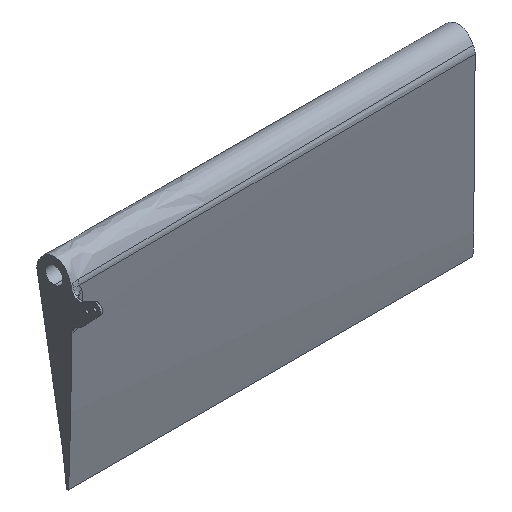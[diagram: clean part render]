
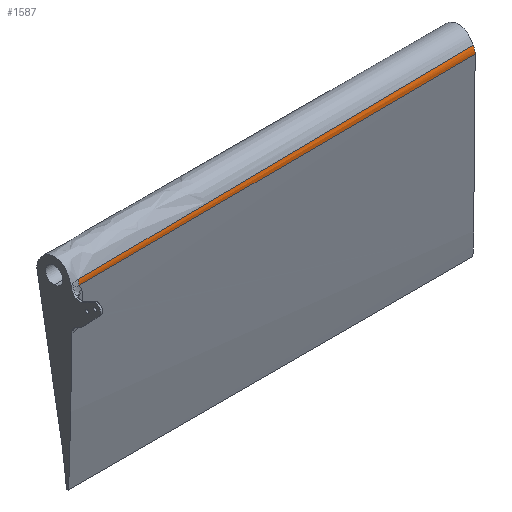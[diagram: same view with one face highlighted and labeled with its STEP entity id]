
A CAD part, isometric view. The second image highlights one B-rep face of the part: STEP entity #1587.
In plain terms, the highlighted free-form (B-spline) face has degree [3, 2] with [4, 3] control points.
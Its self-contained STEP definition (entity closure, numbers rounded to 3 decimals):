
#5 = CARTESIAN_POINT ( 'NONE',  ( 295.47, -2.36, 107.492 ) ) ;
#7 =( BOUNDED_SURFACE ( )  B_SPLINE_SURFACE ( 3, 2, ( 
 ( #5, #787, #1550 ),
 ( #774, #1131, #760 ),
 ( #2308, #1385, #803 ),
 ( #2510, #2333, #589 ) ),
 .UNSPECIFIED., .F., .F., .T. ) 
 B_SPLINE_SURFACE_WITH_KNOTS ( ( 4, 4 ),
 ( 3, 3 ),
 ( 0., 0.245 ),
 ( 0., 1. ),
 .UNSPECIFIED. ) 
 GEOMETRIC_REPRESENTATION_ITEM ( )  RATIONAL_B_SPLINE_SURFACE ( (
 ( 1., 0.983, 1.),
 ( 1., 0.978, 1.),
 ( 1., 0.972, 1.),
 ( 1., 0.964, 1.) ) ) 
 REPRESENTATION_ITEM ( '' )  SURFACE ( )  );
#104 = CARTESIAN_POINT ( 'NONE',  ( 539., -2.029, 109.541 ) ) ;
#139 = CIRCLE ( 'NONE', #1446, 8. ) ;
#294 = CARTESIAN_POINT ( 'NONE',  ( 539., -1.849, 110.613 ) ) ;
#395 = CARTESIAN_POINT ( 'NONE',  ( 539., -0.885, 112.927 ) ) ;
#503 = CARTESIAN_POINT ( 'NONE',  ( 539., -1.926, 110.256 ) ) ;
#557 = CARTESIAN_POINT ( 'NONE',  ( 539., -2.06, 108.817 ) ) ;
#589 = CARTESIAN_POINT ( 'NONE',  ( 540.461, -0.879, 112.942 ) ) ;
#652 = EDGE_CURVE ( 'NONE', #1103, #682, #139, .T. ) ;
#682 = VERTEX_POINT ( 'NONE', #732 ) ;
#732 = CARTESIAN_POINT ( 'NONE',  ( 295.453, -1.803, 110.394 ) ) ;
#758 = B_SPLINE_CURVE_WITH_KNOTS ( 'NONE', 3,
 ( #1115, #1688, #2083, #888 ),
 .UNSPECIFIED., .F., .F.,
 ( 4, 4 ),
 ( 0., 0.244 ),
 .UNSPECIFIED. ) ;
#759 = VERTEX_POINT ( 'NONE', #557 ) ;
#760 = CARTESIAN_POINT ( 'NONE',  ( 377.123, -1.541, 111.243 ) ) ;
#774 = CARTESIAN_POINT ( 'NONE',  ( 377.141, -2.258, 107.946 ) ) ;
#787 = CARTESIAN_POINT ( 'NONE',  ( 295.462, -2.354, 108.995 ) ) ;
#803 = CARTESIAN_POINT ( 'NONE',  ( 458.792, -1.244, 112.088 ) ) ;
#820 = B_SPLINE_CURVE_WITH_KNOTS ( 'NONE', 3,
 ( #2240, #1274, #1081, #294, #503, #104, #1460, #1828 ),
 .UNSPECIFIED., .F., .F.,
 ( 4, 2, 2, 4 ),
 ( 0., 0.002, 0.003, 0.004 ),
 .UNSPECIFIED. ) ;
#877 = VERTEX_POINT ( 'NONE', #1368 ) ;
#881 = DIRECTION ( 'NONE',  ( -0.005, 0., 1. ) ) ;
#888 = CARTESIAN_POINT ( 'NONE',  ( 295.47, -2.36, 107.492 ) ) ;
#890 = ORIENTED_EDGE ( 'NONE', *, *, #1233, .F. ) ;
#965 = FACE_OUTER_BOUND ( 'NONE', #1497, .T. ) ;
#1033 = EDGE_CURVE ( 'NONE', #759, #1103, #758, .T. ) ;
#1081 = CARTESIAN_POINT ( 'NONE',  ( 539., -1.551, 111.651 ) ) ;
#1103 = VERTEX_POINT ( 'NONE', #1699 ) ;
#1115 = CARTESIAN_POINT ( 'NONE',  ( 539., -2.06, 108.817 ) ) ;
#1131 = CARTESIAN_POINT ( 'NONE',  ( 377.544, -2.249, 109.673 ) ) ;
#1233 = EDGE_CURVE ( 'NONE', #682, #877, #1806, .T. ) ;
#1274 = CARTESIAN_POINT ( 'NONE',  ( 539., -1.264, 112.307 ) ) ;
#1368 = CARTESIAN_POINT ( 'NONE',  ( 539., -0.885, 112.927 ) ) ;
#1385 = CARTESIAN_POINT ( 'NONE',  ( 459.498, -2.144, 110.353 ) ) ;
#1446 = AXIS2_PLACEMENT_3D ( 'NONE', #1704, #2049, #881 ) ;
#1460 = CARTESIAN_POINT ( 'NONE',  ( 539., -2.057, 109.18 ) ) ;
#1497 = EDGE_LOOP ( 'NONE', ( #2337, #890, #2485, #1837 ) ) ;
#1550 = CARTESIAN_POINT ( 'NONE',  ( 295.453, -1.803, 110.394 ) ) ;
#1554 = CARTESIAN_POINT ( 'NONE',  ( 457.818, -1.247, 112.078 ) ) ;
#1587 = ADVANCED_FACE ( 'NONE', ( #965 ), #7, .T. ) ;
#1688 = CARTESIAN_POINT ( 'NONE',  ( 457.823, -2.159, 108.387 ) ) ;
#1699 = CARTESIAN_POINT ( 'NONE',  ( 295.47, -2.36, 107.492 ) ) ;
#1704 = CARTESIAN_POINT ( 'NONE',  ( 295.46, 5.64, 107.462 ) ) ;
#1803 = EDGE_CURVE ( 'NONE', #877, #759, #820, .T. ) ;
#1806 = B_SPLINE_CURVE_WITH_KNOTS ( 'NONE', 3,
 ( #2502, #2165, #1554, #395 ),
 .UNSPECIFIED., .F., .F.,
 ( 4, 4 ),
 ( 0., 0.244 ),
 .UNSPECIFIED. ) ;
#1828 = CARTESIAN_POINT ( 'NONE',  ( 539., -2.06, 108.817 ) ) ;
#1837 = ORIENTED_EDGE ( 'NONE', *, *, #1033, .F. ) ;
#2049 = DIRECTION ( 'NONE',  ( -1., -0.001, -0.005 ) ) ;
#2083 = CARTESIAN_POINT ( 'NONE',  ( 376.647, -2.259, 107.943 ) ) ;
#2165 = CARTESIAN_POINT ( 'NONE',  ( 376.636, -1.543, 111.238 ) ) ;
#2240 = CARTESIAN_POINT ( 'NONE',  ( 539., -0.885, 112.927 ) ) ;
#2308 = CARTESIAN_POINT ( 'NONE',  ( 458.813, -2.157, 108.393 ) ) ;
#2333 = CARTESIAN_POINT ( 'NONE',  ( 540.472, -2.04, 111.047 ) ) ;
#2337 = ORIENTED_EDGE ( 'NONE', *, *, #1803, .F. ) ;
#2485 = ORIENTED_EDGE ( 'NONE', *, *, #652, .F. ) ;
#2502 = CARTESIAN_POINT ( 'NONE',  ( 295.453, -1.803, 110.394 ) ) ;
#2510 = CARTESIAN_POINT ( 'NONE',  ( 540.484, -2.058, 108.825 ) ) ;
